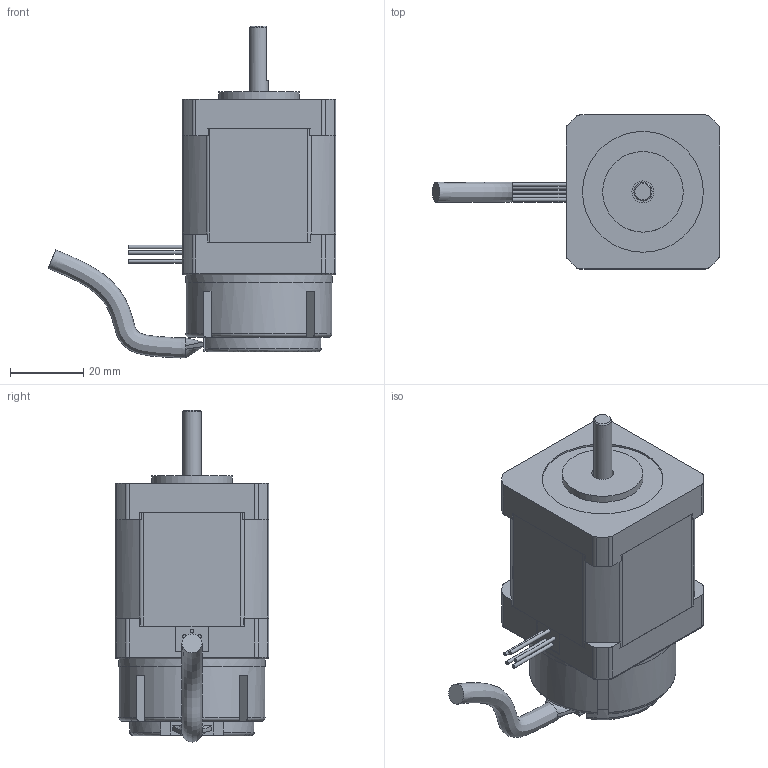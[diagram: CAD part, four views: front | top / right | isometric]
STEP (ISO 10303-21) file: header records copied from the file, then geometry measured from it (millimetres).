
FILE_DESCRIPTION( ( '' ), '1' );
FILE_NAME( 'MS545H-AO5.stp', '2016-12-21T01:05:36', ( 'Dimamotor' ), ( 'Dimamotor' ), 'PSStep 17.0.49', ' ', ' ' );
FILE_SCHEMA( ( 'AUTOMOTIVE_DESIGN { 1 0 10303 214 1 1 1 1 }' ) );
Length unit declared in the file: millimetre
Products named in the file (4): Assem1; MS545H-B; AO5-編碼器
Assembly tree (3 placements, depth 2):
  Assem1
    MS545H-B
    MS545H-B
    AO5-編碼器
Bounding box: 78.56 x 42 x 90.67 mm (x, y, z)
Volume: 106292.8 mm3; surface area: 20528.4 mm2
Topology: 3 solids, 3 shells, 166 faces, 419 edges, 271 vertices
Faces by surface type: plane 79, cylinder 63, torus 17, bspline 5, cone 2
Full cylindrical faces by diameter (mm): 1 x5, 5 x2, 6 x2, 10.5 x1, 22 x1, 33 x1, 40 x2
Entity records: 6927 total; most frequent: CARTESIAN_POINT 1537, DIRECTION 874, ORIENTED_EDGE 796, EDGE_CURVE 398, AXIS2_PLACEMENT_3D 334, VERTEX_POINT 265, LINE 206, VECTOR 206
